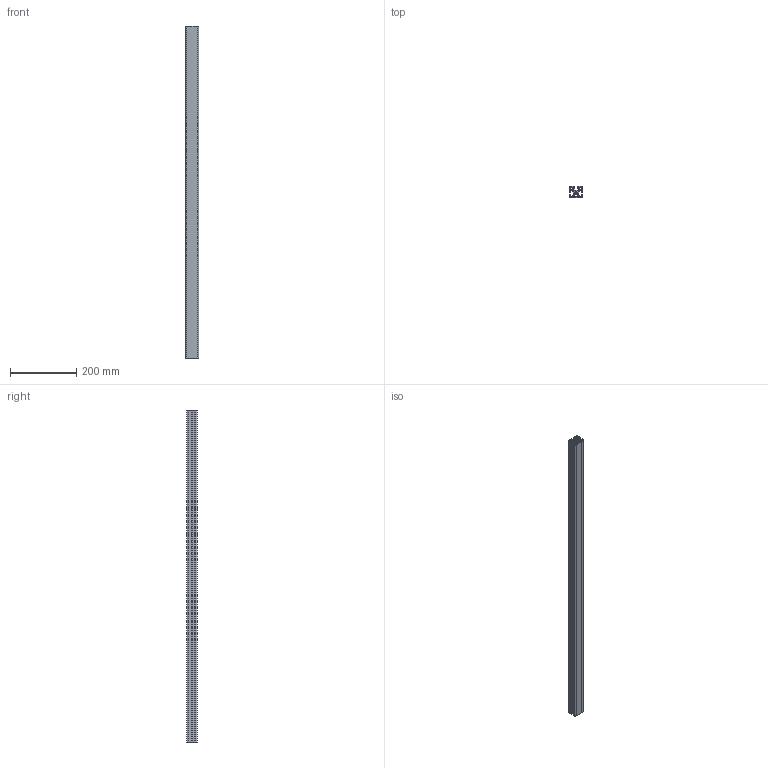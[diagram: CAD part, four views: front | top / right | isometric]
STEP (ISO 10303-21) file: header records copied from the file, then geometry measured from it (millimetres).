
FILE_DESCRIPTION(/* description */ (''),/* implementation_level */ '2;1');
FILE_NAME(/* name */ '10077_KriTec_Profil_8_40x32_leicht.stp',/* time_stamp */ '2014-08-28T09:46:40+02:00',/* author */ ('kostic'),/* organization */ (''),/* preprocessor_version */ 'ST-DEVELOPER v15.2',/* originating_system */ 'Autodesk Inventor 2014',/* authorisation */ '');
FILE_SCHEMA (('AUTOMOTIVE_DESIGN { 1 0 10303 214 3 1 1 }'));
Length unit declared in the file: millimetre
Products named in the file (1): 10077_KriTec_Profil_8_40x32_leicht
Bounding box: 40 x 32 x 1000 mm (x, y, z)
Volume: 500642.7 mm3; surface area: 386883 mm2
Topology: 1 solids, 1 shells, 130 faces, 384 edges, 256 vertices
Faces by surface type: cylinder 68, plane 62
Entity records: 4417 total; most frequent: DIRECTION 782, CARTESIAN_POINT 771, ORIENTED_EDGE 768, EDGE_CURVE 384, AXIS2_PLACEMENT_3D 267, VERTEX_POINT 256, LINE 248, VECTOR 248
